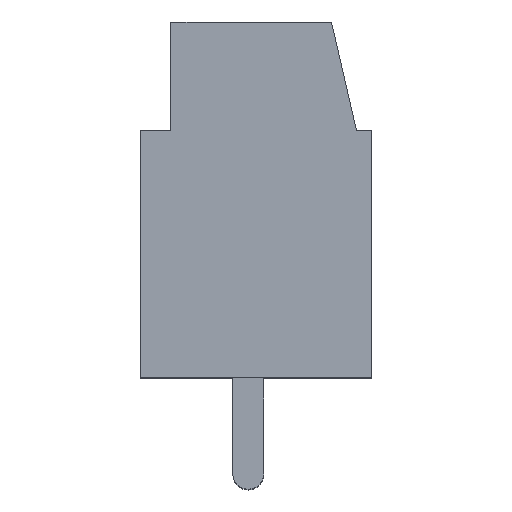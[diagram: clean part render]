
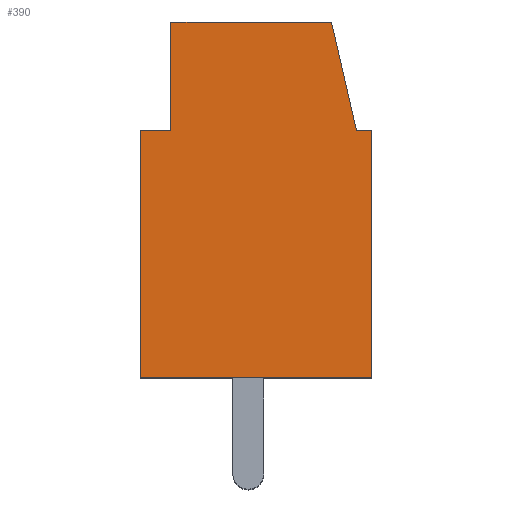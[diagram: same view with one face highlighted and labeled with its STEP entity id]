
A CAD part, top view. The second image highlights one B-rep face of the part: STEP entity #390.
In plain terms, the highlighted planar face has unit normal (0, 0, 1).
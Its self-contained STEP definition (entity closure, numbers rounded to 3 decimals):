
#390=ADVANCED_FACE( '', ( #720 ), #721, .T. );
#560=CARTESIAN_POINT( '', ( 0., 0., 0. ) );
#561=DIRECTION( '', ( 0., 0., 1. ) );
#562=DIRECTION( '', ( 1., 0., 0. ) );
#720=FACE_OUTER_BOUND( '', #1189, .T. );
#721=PLANE( '', #1190 );
#1189=EDGE_LOOP( '', ( #2036, #2037, #2038, #2039, #2040, #1572, #2041, #2042 ) );
#1190=AXIS2_PLACEMENT_3D( '', #2043, #561, #562 );
#1532=DIRECTION( '', ( 0., -1., 0. ) );
#1533=DIRECTION( '', ( -1., 0., 0. ) );
#1572=ORIENTED_EDGE( '', *, *, #3259, .T. );
#1593=DIRECTION( '', ( 0., 1., 0. ) );
#2036=ORIENTED_EDGE( '', *, *, #3559, .T. );
#2037=ORIENTED_EDGE( '', *, *, #3560, .T. );
#2038=ORIENTED_EDGE( '', *, *, #3561, .T. );
#2039=ORIENTED_EDGE( '', *, *, #3562, .F. );
#2040=ORIENTED_EDGE( '', *, *, #3556, .F. );
#2041=ORIENTED_EDGE( '', *, *, #3563, .T. );
#2042=ORIENTED_EDGE( '', *, *, #3564, .T. );
#2043=CARTESIAN_POINT( '', ( -8.433, 0.923, 0. ) );
#3259=EDGE_CURVE( '', #4017, #4019, #4020, .T. );
#3556=EDGE_CURVE( '', #4017, #4016, #4508, .T. );
#3559=EDGE_CURVE( '', #4031, #4512, #4513, .T. );
#3560=EDGE_CURVE( '', #4512, #4514, #4020, .T. );
#3561=EDGE_CURVE( '', #4514, #4515, #4516, .T. );
#3562=EDGE_CURVE( '', #4016, #4515, #4004, .T. );
#3563=EDGE_CURVE( '', #4019, #4517, #4022, .T. );
#3564=EDGE_CURVE( '', #4517, #4031, #4518, .T. );
#4004=LINE( '', #5058, #5004 );
#4016=VERTEX_POINT( '', #5069 );
#4017=VERTEX_POINT( '', #5070 );
#4019=VERTEX_POINT( '', #5072 );
#4020=LINE( '', #5011, #5013 );
#4022=LINE( '', #5073, #4969 );
#4031=VERTEX_POINT( '', #560 );
#4508=LINE( '', #5071, #4977 );
#4512=VERTEX_POINT( '', #5598 );
#4513=LINE( '', #560, #4977 );
#4514=VERTEX_POINT( '', #5599 );
#4515=VERTEX_POINT( '', #5600 );
#4516=LINE( '', #5599, #5601 );
#4517=VERTEX_POINT( '', #5602 );
#4518=LINE( '', #5603, #5004 );
#4969=VECTOR( '', #1532, 1000. );
#4977=VECTOR( '', #1593, 1000. );
#5004=VECTOR( '', #562, 1000. );
#5011=CARTESIAN_POINT( '', ( -4., 8., 0. ) );
#5013=VECTOR( '', #1533, 1000. );
#5058=CARTESIAN_POINT( '', ( -4., 11.5, 0. ) );
#5069=CARTESIAN_POINT( '', ( -6.5, 11.5, 0. ) );
#5070=CARTESIAN_POINT( '', ( -6.5, 8., 0. ) );
#5071=CARTESIAN_POINT( '', ( -6.5, 0., 0. ) );
#5072=CARTESIAN_POINT( '', ( -7.5, 8., 0. ) );
#5073=CARTESIAN_POINT( '', ( -7.5, 0., 0. ) );
#5598=CARTESIAN_POINT( '', ( 0., 8., 0. ) );
#5599=CARTESIAN_POINT( '', ( -0.5, 8., 0. ) );
#5600=CARTESIAN_POINT( '', ( -1.308, 11.5, 0. ) );
#5601=VECTOR( '', #6095, 1000. );
#5602=CARTESIAN_POINT( '', ( -7.5, 0., 0. ) );
#5603=CARTESIAN_POINT( '', ( -4., 0., 0. ) );
#6095=DIRECTION( '', ( -0.225, 0.974, 0. ) );
